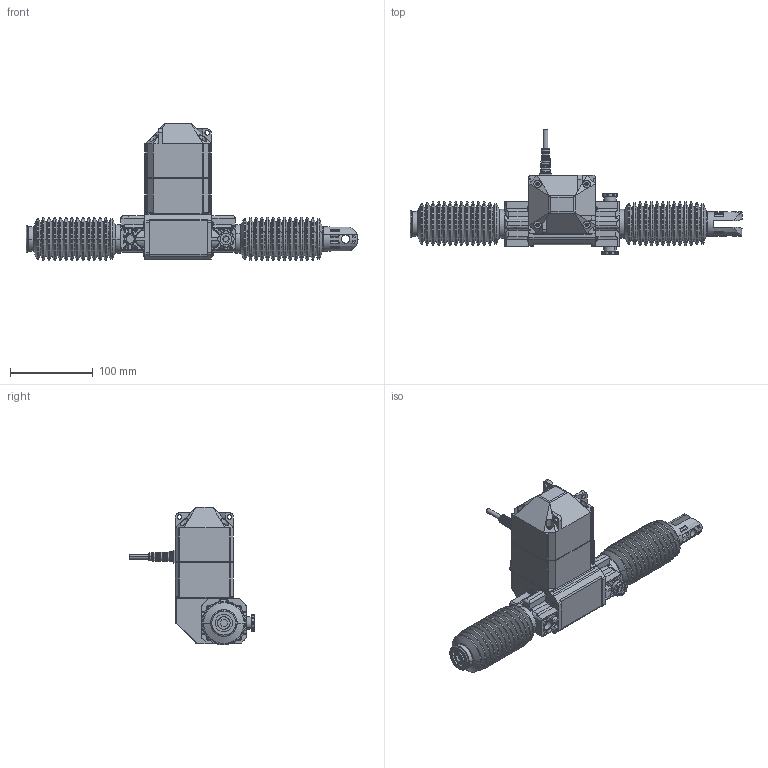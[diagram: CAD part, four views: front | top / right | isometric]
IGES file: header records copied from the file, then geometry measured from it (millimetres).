
Start section: SolidWorks IGES file using analytic representation for surfaces
Global section: file name: Multimat B23.IGS; native system: SolidWorks 2008; preprocessor: SolidWorks 2008; author: CKuhn; date: 110715.085244; units: millimetre
Bounding box: 400.7 x 150.85 x 166.5 mm (x, y, z)
Surface area: 166191.7 mm2 (no closed solid volume)
Topology: 0 solids, 0 shells, 2148 faces, 19461 edges, 19365 vertices
Faces by surface type: bspline 1107, revolution 1041
